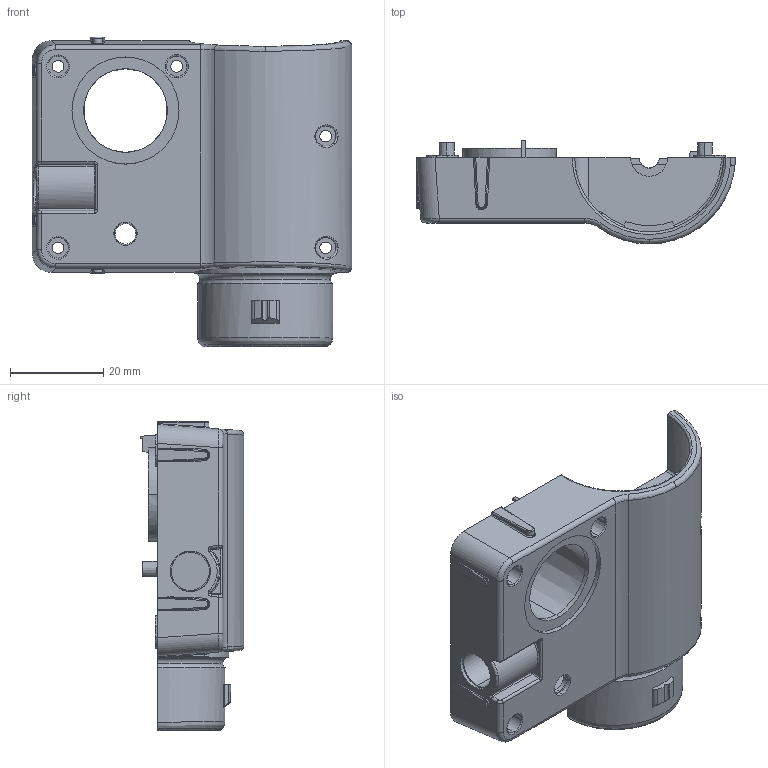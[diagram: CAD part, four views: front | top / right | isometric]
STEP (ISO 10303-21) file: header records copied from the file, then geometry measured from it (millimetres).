
FILE_DESCRIPTION (( 'STEP AP214' ), '1' );
FILE_NAME ('TT-211-A_SENSOR_BACK_CASE_PIR_SOUND_LIGHT.STEP', '2015-01-22T15:07:07', ( '' ), ( '' ), 'SwSTEP 2.0', 'SolidWorks 2014', '' );
FILE_SCHEMA (( 'AUTOMOTIVE_DESIGN' ));
Length unit declared in the file: millimetre
Products named in the file (1): TT-211-A_SENSOR_BACK_CASE_PIR_SOUND_LIGHT
Bounding box: 68.57 x 22.25 x 66.5 mm (x, y, z)
Volume: 16048.8 mm3; surface area: 18283.2 mm2
Topology: 1 solids, 1 shells, 412 faces, 1072 edges, 675 vertices
Faces by surface type: plane 134, cylinder 131, bspline 90, cone 38, torus 17, sphere 2
Entity records: 16474 total; most frequent: CARTESIAN_POINT 7153, ORIENTED_EDGE 2132, DIRECTION 1672, EDGE_CURVE 1066, VERTEX_POINT 673, AXIS2_PLACEMENT_3D 624, EDGE_LOOP 445, VECTOR 424
